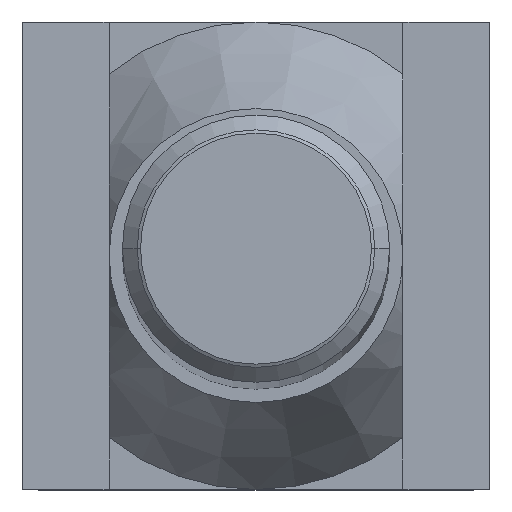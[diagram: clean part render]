
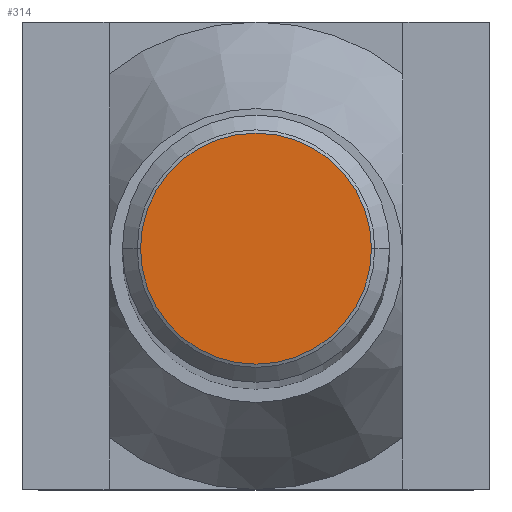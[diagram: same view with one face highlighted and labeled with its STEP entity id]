
A CAD part, top view. The second image highlights one B-rep face of the part: STEP entity #314.
In plain terms, the highlighted planar face has unit normal (0, 0, 1).
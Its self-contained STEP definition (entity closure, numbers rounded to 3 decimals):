
#144=EDGE_CURVE('',#230,#304,#400,.T.);
#204=EDGE_CURVE('',#304,#230,#466,.T.);
#230=VERTEX_POINT('',#495);
#304=VERTEX_POINT('',#578);
#314=ADVANCED_FACE('',(#589),#590,.T.);
#400=CIRCLE('',#673,6.917);
#466=CIRCLE('',#784,6.917);
#495=CARTESIAN_POINT('',(-6.917,0.,250.0));
#578=CARTESIAN_POINT('',(6.917,0.,250.0));
#589=FACE_OUTER_BOUND('',#959,.T.);
#590=PLANE('',#960);
#673=AXIS2_PLACEMENT_3D('',#1071,#1072,#1073);
#784=AXIS2_PLACEMENT_3D('',#1145,#1146,#1147);
#959=EDGE_LOOP('',(#1305,#1306));
#960=AXIS2_PLACEMENT_3D('',#1307,#1308,#1309);
#1071=CARTESIAN_POINT('',(0.0,0.,250.0));
#1072=DIRECTION('',(0.0,-0.0,1.0));
#1073=DIRECTION('',(1.0,0.,0.0));
#1145=CARTESIAN_POINT('',(0.0,0.,250.0));
#1146=DIRECTION('',(0.0,-0.0,1.0));
#1147=DIRECTION('',(1.0,0.,0.0));
#1305=ORIENTED_EDGE('',*,*,#204,.T.);
#1306=ORIENTED_EDGE('',*,*,#144,.T.);
#1307=CARTESIAN_POINT('',(-3.5,0.,250.0));
#1308=DIRECTION('',(0.0,0.0,1.0));
#1309=DIRECTION('',(-1.0,0.,0.0));
